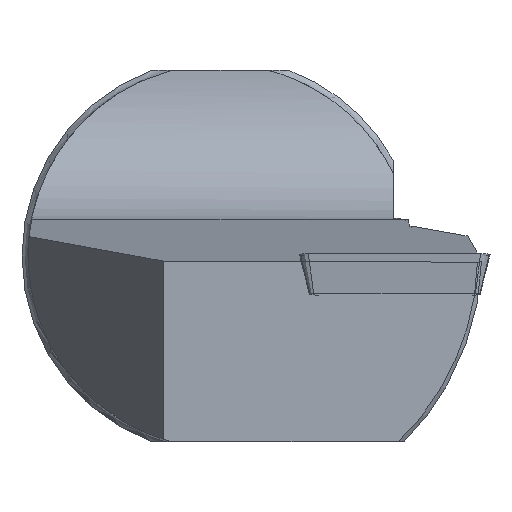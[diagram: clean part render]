
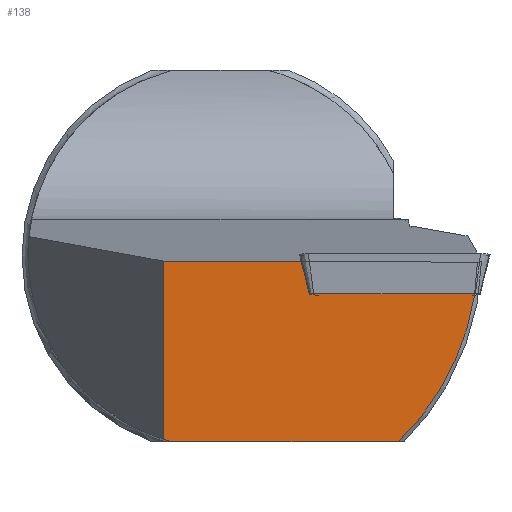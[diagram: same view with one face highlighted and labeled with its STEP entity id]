
A CAD part, left-side view. The second image highlights one B-rep face of the part: STEP entity #138.
In plain terms, the highlighted planar face has unit normal (-0.999, 0.035, 0).
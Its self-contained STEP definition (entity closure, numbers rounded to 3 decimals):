
#60=ELLIPSE('',#642,15.509,15.5);
#112=B_SPLINE_CURVE_WITH_KNOTS('',3,(#1351,#1352,#1353,#1354,#1355,#1356),
 .UNSPECIFIED.,.F.,.F.,(4,2,4),(0.,0.5,1.),.UNSPECIFIED.);
#138=ADVANCED_FACE('',(#185),#162,.T.);
#162=PLANE('',#660);
#185=FACE_OUTER_BOUND('',#219,.T.);
#219=EDGE_LOOP('',(#338,#339,#340,#341,#342));
#338=ORIENTED_EDGE('',*,*,#548,.T.);
#339=ORIENTED_EDGE('',*,*,#549,.T.);
#340=ORIENTED_EDGE('',*,*,#550,.T.);
#341=ORIENTED_EDGE('',*,*,#546,.T.);
#342=ORIENTED_EDGE('',*,*,#516,.T.);
#449=VERTEX_POINT('',#1197);
#450=VERTEX_POINT('',#1199);
#471=VERTEX_POINT('',#1346);
#472=VERTEX_POINT('',#1350);
#473=VERTEX_POINT('',#1357);
#516=EDGE_CURVE('',#450,#449,#60,.T.);
#546=EDGE_CURVE('',#471,#450,#592,.T.);
#548=EDGE_CURVE('',#449,#472,#594,.T.);
#549=EDGE_CURVE('',#472,#473,#112,.T.);
#550=EDGE_CURVE('',#473,#471,#595,.T.);
#592=LINE('',#1345,#622);
#594=LINE('',#1349,#624);
#595=LINE('',#1358,#625);
#622=VECTOR('',#763,1.);
#624=VECTOR('',#767,1.);
#625=VECTOR('',#768,1.);
#642=AXIS2_PLACEMENT_3D('',#1198,#720,#721);
#660=AXIS2_PLACEMENT_3D('',#1359,#769,#770);
#720=DIRECTION('',(-0.999,0.035,0.));
#721=DIRECTION('',(0.035,0.999,0.));
#763=DIRECTION('',(0.,0.,-1.));
#767=DIRECTION('',(-0.035,-0.999,0.));
#768=DIRECTION('',(0.035,0.999,0.004));
#769=DIRECTION('',(-0.999,0.035,0.));
#770=DIRECTION('',(-0.035,-0.999,0.));
#1197=CARTESIAN_POINT('',(1.528,26.245,-15.194));
#1198=CARTESIAN_POINT('',(1.392,22.34,-0.194));
#1199=CARTESIAN_POINT('',(1.553,26.94,-14.996));
#1345=CARTESIAN_POINT('',(1.553,26.94,49.806));
#1346=CARTESIAN_POINT('',(1.553,26.94,-0.6));
#1349=CARTESIAN_POINT('',(1.382,22.053,-15.194));
#1350=CARTESIAN_POINT('',(0.889,7.932,-15.194));
#1351=CARTESIAN_POINT('',(0.889,7.932,-15.194));
#1352=CARTESIAN_POINT('',(0.82,5.969,-13.323));
#1353=CARTESIAN_POINT('',(0.767,4.427,-11.115));
#1354=CARTESIAN_POINT('',(0.688,2.186,-6.033));
#1355=CARTESIAN_POINT('',(0.668,1.597,-3.406));
#1356=CARTESIAN_POINT('',(0.666,1.539,-0.693));
#1357=CARTESIAN_POINT('',(0.666,1.539,-0.693));
#1358=CARTESIAN_POINT('',(0.66,1.368,-0.694));
#1359=CARTESIAN_POINT('',(0.653,1.183,49.806));
